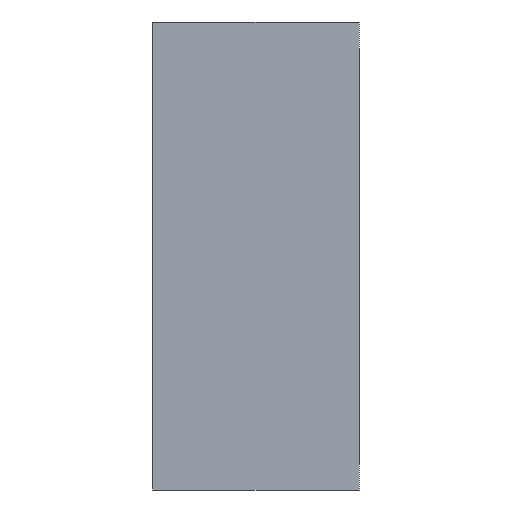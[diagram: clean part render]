
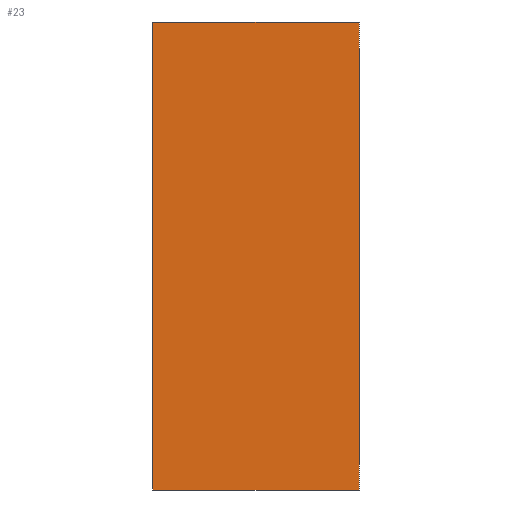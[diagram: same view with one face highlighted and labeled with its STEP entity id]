
A CAD part, left-side view. The second image highlights one B-rep face of the part: STEP entity #23.
In plain terms, the highlighted free-form (B-spline) face has degree [1, 1] with [2, 2] control points.
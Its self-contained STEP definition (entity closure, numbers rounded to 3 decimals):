
#23=ADVANCED_FACE('',(#39),#575,.T.);
#39=FACE_OUTER_BOUND('',#55,.T.);
#55=EDGE_LOOP('',(#82,#83,#84,#85));
#82=ORIENTED_EDGE('',*,*,#406,.T.);
#83=ORIENTED_EDGE('',*,*,#407,.T.);
#84=ORIENTED_EDGE('',*,*,#408,.T.);
#85=ORIENTED_EDGE('',*,*,#403,.F.);
#193=PCURVE('',#574,#277);
#196=PCURVE('',#575,#280);
#197=PCURVE('',#575,#281);
#198=PCURVE('',#575,#282);
#199=PCURVE('',#575,#283);
#203=PCURVE('',#576,#287);
#238=PCURVE('',#582,#322);
#251=PCURVE('',#583,#335);
#277=DEFINITIONAL_REPRESENTATION('',(#447),#1131);
#280=DEFINITIONAL_REPRESENTATION('',(#453),#1131);
#281=DEFINITIONAL_REPRESENTATION('',(#455),#1131);
#282=DEFINITIONAL_REPRESENTATION('',(#457),#1131);
#283=DEFINITIONAL_REPRESENTATION('',(#458),#1131);
#287=DEFINITIONAL_REPRESENTATION('',(#465),#1131);
#322=DEFINITIONAL_REPRESENTATION('',(#514),#1131);
#335=DEFINITIONAL_REPRESENTATION('',(#521),#1131);
#361=SURFACE_CURVE('',#446,(#193,#199),.PCURVE_S1.);
#364=SURFACE_CURVE('',#452,(#196,#238),.PCURVE_S1.);
#365=SURFACE_CURVE('',#454,(#197,#203),.PCURVE_S1.);
#366=SURFACE_CURVE('',#456,(#198,#251),.PCURVE_S1.);
#403=EDGE_CURVE('',#541,#542,#361,.T.);
#406=EDGE_CURVE('',#541,#544,#364,.T.);
#407=EDGE_CURVE('',#544,#545,#365,.T.);
#408=EDGE_CURVE('',#545,#542,#366,.T.);
#446=B_SPLINE_CURVE_WITH_KNOTS('',1,(#810,#811),.UNSPECIFIED.,.F.,.F.,(2,
2),(0.,15.),.UNSPECIFIED.);
#447=B_SPLINE_CURVE_WITH_KNOTS('',1,(#812,#813),.UNSPECIFIED.,.F.,.F.,(2,
2),(0.,15.),.UNSPECIFIED.);
#452=B_SPLINE_CURVE_WITH_KNOTS('',1,(#822,#823),.UNSPECIFIED.,.F.,.F.,(2,
2),(-114.,-76.),.UNSPECIFIED.);
#453=B_SPLINE_CURVE_WITH_KNOTS('',1,(#824,#825),.UNSPECIFIED.,.F.,.F.,(2,
2),(-114.,-76.),.UNSPECIFIED.);
#454=B_SPLINE_CURVE_WITH_KNOTS('',1,(#826,#827),.UNSPECIFIED.,.F.,.F.,(2,
2),(0.,15.),.UNSPECIFIED.);
#455=B_SPLINE_CURVE_WITH_KNOTS('',1,(#828,#829),.UNSPECIFIED.,.F.,.F.,(2,
2),(0.,15.),.UNSPECIFIED.);
#456=B_SPLINE_CURVE_WITH_KNOTS('',1,(#830,#831),.UNSPECIFIED.,.F.,.F.,(2,
2),(76.,114.),.UNSPECIFIED.);
#457=B_SPLINE_CURVE_WITH_KNOTS('',1,(#832,#833),.UNSPECIFIED.,.F.,.F.,(2,
2),(76.,114.),.UNSPECIFIED.);
#458=B_SPLINE_CURVE_WITH_KNOTS('',1,(#834,#835),.UNSPECIFIED.,.F.,.F.,(2,
2),(0.,15.),.UNSPECIFIED.);
#465=B_SPLINE_CURVE_WITH_KNOTS('',1,(#848,#849),.UNSPECIFIED.,.F.,.F.,(2,
2),(0.,15.),.UNSPECIFIED.);
#514=B_SPLINE_CURVE_WITH_KNOTS('',1,(#988,#989),.UNSPECIFIED.,.F.,.F.,(2,
2),(-114.,-76.),.UNSPECIFIED.);
#521=B_SPLINE_CURVE_WITH_KNOTS('',1,(#1047,#1048),.UNSPECIFIED.,.F.,.F.,
(2,2),(76.,114.),.UNSPECIFIED.);
#541=VERTEX_POINT('',#779);
#542=VERTEX_POINT('',#780);
#544=VERTEX_POINT('',#782);
#545=VERTEX_POINT('',#783);
#574=B_SPLINE_SURFACE_WITH_KNOTS('',1,1,((#678,#679),(#680,#681)),
 .UNSPECIFIED.,.F.,.F.,.F.,(2,2),(2,2),(-152.,-114.),(0.,15.),
 .UNSPECIFIED.);
#575=B_SPLINE_SURFACE_WITH_KNOTS('',1,1,((#682,#683),(#684,#685)),
 .UNSPECIFIED.,.F.,.F.,.F.,(2,2),(2,2),(-114.,-76.),(0.,15.),
 .UNSPECIFIED.);
#576=B_SPLINE_SURFACE_WITH_KNOTS('',1,1,((#686,#687),(#688,#689)),
 .UNSPECIFIED.,.F.,.F.,.F.,(2,2),(2,2),(-76.,-38.),(0.,15.),
 .UNSPECIFIED.);
#582=B_SPLINE_SURFACE_WITH_KNOTS('',1,1,((#740,#741),(#742,#743)),
 .UNSPECIFIED.,.F.,.F.,.F.,(2,2),(2,2),(-26.778,7.222),
(-21.778,12.222),.UNSPECIFIED.);
#583=B_SPLINE_SURFACE_WITH_KNOTS('',1,1,((#744,#745),(#746,#747)),
 .UNSPECIFIED.,.F.,.F.,.F.,(2,2),(2,2),(-21.778,12.222),
(-26.778,7.222),.UNSPECIFIED.);
#678=CARTESIAN_POINT('',(89.,0.,-39.));
#679=CARTESIAN_POINT('',(89.,15.,-39.));
#680=CARTESIAN_POINT('',(55.,0.,-39.));
#681=CARTESIAN_POINT('',(55.,15.,-39.));
#682=CARTESIAN_POINT('',(55.,0.,-39.));
#683=CARTESIAN_POINT('',(55.,15.,-39.));
#684=CARTESIAN_POINT('',(55.,0.,-5.));
#685=CARTESIAN_POINT('',(55.,15.,-5.));
#686=CARTESIAN_POINT('',(55.,0.,-5.));
#687=CARTESIAN_POINT('',(55.,15.,-5.));
#688=CARTESIAN_POINT('',(89.,0.,-5.));
#689=CARTESIAN_POINT('',(89.,15.,-5.));
#740=CARTESIAN_POINT('',(89.,0.,-39.));
#741=CARTESIAN_POINT('',(55.,0.,-39.));
#742=CARTESIAN_POINT('',(89.,0.,-5.));
#743=CARTESIAN_POINT('',(55.,0.,-5.));
#744=CARTESIAN_POINT('',(89.,15.,-39.));
#745=CARTESIAN_POINT('',(89.,15.,-5.));
#746=CARTESIAN_POINT('',(55.,15.,-39.));
#747=CARTESIAN_POINT('',(55.,15.,-5.));
#779=CARTESIAN_POINT('',(55.,0.,-39.));
#780=CARTESIAN_POINT('',(55.,15.,-39.));
#782=CARTESIAN_POINT('',(55.,0.,-5.));
#783=CARTESIAN_POINT('',(55.,15.,-5.));
#810=CARTESIAN_POINT('',(55.,0.,-39.));
#811=CARTESIAN_POINT('',(55.,15.,-39.));
#812=CARTESIAN_POINT('',(-114.,0.));
#813=CARTESIAN_POINT('',(-114.,15.));
#822=CARTESIAN_POINT('',(55.,0.,-39.));
#823=CARTESIAN_POINT('',(55.,0.,-5.));
#824=CARTESIAN_POINT('',(-114.,0.));
#825=CARTESIAN_POINT('',(-76.,0.));
#826=CARTESIAN_POINT('',(55.,0.,-5.));
#827=CARTESIAN_POINT('',(55.,15.,-5.));
#828=CARTESIAN_POINT('',(-76.,0.));
#829=CARTESIAN_POINT('',(-76.,15.));
#830=CARTESIAN_POINT('',(55.,15.,-5.));
#831=CARTESIAN_POINT('',(55.,15.,-39.));
#832=CARTESIAN_POINT('',(-76.,15.));
#833=CARTESIAN_POINT('',(-114.,15.));
#834=CARTESIAN_POINT('',(-114.,0.));
#835=CARTESIAN_POINT('',(-114.,15.));
#848=CARTESIAN_POINT('',(-76.,0.));
#849=CARTESIAN_POINT('',(-76.,15.));
#988=CARTESIAN_POINT('',(-26.778,12.222));
#989=CARTESIAN_POINT('',(7.222,12.222));
#1047=CARTESIAN_POINT('',(12.222,7.222));
#1048=CARTESIAN_POINT('',(12.222,-26.778));
#1131=(
GEOMETRIC_REPRESENTATION_CONTEXT(2)
PARAMETRIC_REPRESENTATION_CONTEXT()
REPRESENTATION_CONTEXT('pspace','')
);
